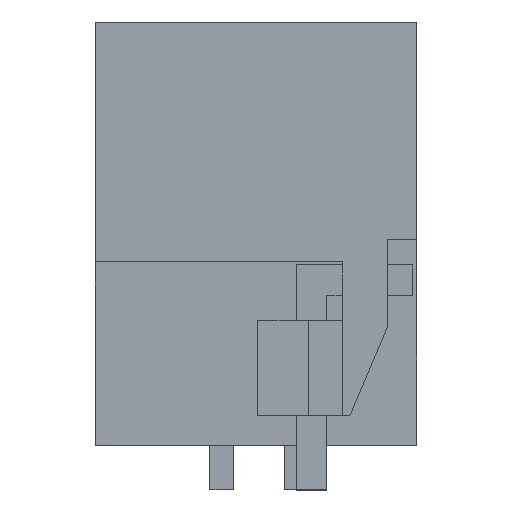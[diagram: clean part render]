
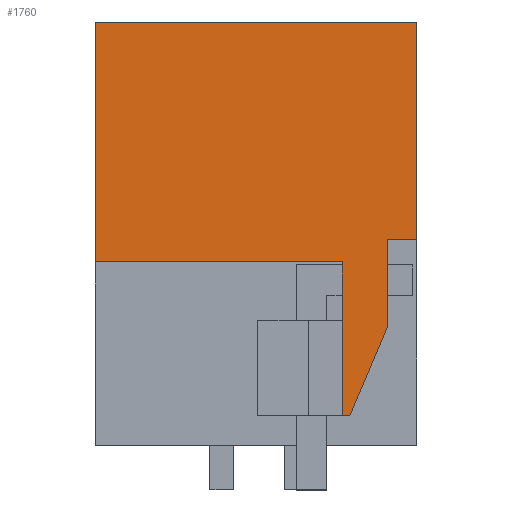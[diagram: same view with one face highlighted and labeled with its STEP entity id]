
A CAD part, left-side view. The second image highlights one B-rep face of the part: STEP entity #1760.
In plain terms, the highlighted planar face has unit normal (-1, 0, 0).
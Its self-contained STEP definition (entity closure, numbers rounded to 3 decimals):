
#1707=AXIS2_PLACEMENT_3D('Plane Axis2P3D',#1704,#1705,#1706) ;
#183=CARTESIAN_POINT('Vertex',(0.,10.8,15.7)) ;
#186=CARTESIAN_POINT('Line Origine',(0.,5.4,15.7)) ;
#190=CARTESIAN_POINT('Vertex',(0.,0.,15.7)) ;
#701=CARTESIAN_POINT('Line Origine',(0.,0.,12.05)) ;
#705=CARTESIAN_POINT('Vertex',(0.,0.,8.4)) ;
#1071=CARTESIAN_POINT('Vertex',(0.,10.8,7.65)) ;
#1074=CARTESIAN_POINT('Line Origine',(0.,10.8,11.675)) ;
#1704=CARTESIAN_POINT('Axis2P3D Location',(0.,10.8,-2.)) ;
#1709=CARTESIAN_POINT('Line Origine',(0.,6.65,7.65)) ;
#1713=CARTESIAN_POINT('Vertex',(0.,2.5,7.65)) ;
#1716=CARTESIAN_POINT('Line Origine',(0.,2.5,5.075)) ;
#1720=CARTESIAN_POINT('Vertex',(0.,2.5,2.5)) ;
#1723=CARTESIAN_POINT('Line Origine',(0.,2.375,2.5)) ;
#1727=CARTESIAN_POINT('Vertex',(0.,2.25,2.5)) ;
#1730=CARTESIAN_POINT('Line Origine',(0.,1.623,3.979)) ;
#1734=CARTESIAN_POINT('Vertex',(0.,0.997,5.458)) ;
#1737=CARTESIAN_POINT('Line Origine',(0.,0.997,6.929)) ;
#1741=CARTESIAN_POINT('Vertex',(0.,0.997,8.4)) ;
#1744=CARTESIAN_POINT('Line Origine',(0.,0.498,8.4)) ;
#187=DIRECTION('Vector Direction',(0.,-1.,0.)) ;
#702=DIRECTION('Vector Direction',(0.,0.,1.)) ;
#1075=DIRECTION('Vector Direction',(0.,0.,1.)) ;
#1705=DIRECTION('Axis2P3D Direction',(-1.,0.,0.)) ;
#1706=DIRECTION('Axis2P3D XDirection',(0.,-1.,0.)) ;
#1710=DIRECTION('Vector Direction',(0.,1.,0.)) ;
#1717=DIRECTION('Vector Direction',(0.,0.,1.)) ;
#1724=DIRECTION('Vector Direction',(0.,-1.,0.)) ;
#1731=DIRECTION('Vector Direction',(0.,0.39,-0.921)) ;
#1738=DIRECTION('Vector Direction',(0.,0.,1.)) ;
#1745=DIRECTION('Vector Direction',(0.,-1.,0.)) ;
#188=VECTOR('Line Direction',#187,1.) ;
#703=VECTOR('Line Direction',#702,1.) ;
#1076=VECTOR('Line Direction',#1075,1.) ;
#1711=VECTOR('Line Direction',#1710,1.) ;
#1718=VECTOR('Line Direction',#1717,1.) ;
#1725=VECTOR('Line Direction',#1724,1.) ;
#1732=VECTOR('Line Direction',#1731,1.) ;
#1739=VECTOR('Line Direction',#1738,1.) ;
#1746=VECTOR('Line Direction',#1745,1.) ;
#1750=ORIENTED_EDGE('',*,*,#707,.T.) ;
#1751=ORIENTED_EDGE('',*,*,#192,.T.) ;
#1752=ORIENTED_EDGE('',*,*,#1078,.T.) ;
#1753=ORIENTED_EDGE('',*,*,#1715,.F.) ;
#1754=ORIENTED_EDGE('',*,*,#1722,.F.) ;
#1755=ORIENTED_EDGE('',*,*,#1729,.F.) ;
#1756=ORIENTED_EDGE('',*,*,#1736,.F.) ;
#1757=ORIENTED_EDGE('',*,*,#1743,.F.) ;
#1758=ORIENTED_EDGE('',*,*,#1748,.F.) ;
#1760=ADVANCED_FACE('HOUSING',(#1759),#1708,.T.) ;
#192=EDGE_CURVE('',#191,#184,#189,.F.) ;
#707=EDGE_CURVE('',#706,#191,#704,.T.) ;
#1078=EDGE_CURVE('',#184,#1072,#1077,.F.) ;
#1715=EDGE_CURVE('',#1714,#1072,#1712,.T.) ;
#1722=EDGE_CURVE('',#1721,#1714,#1719,.T.) ;
#1729=EDGE_CURVE('',#1728,#1721,#1726,.F.) ;
#1736=EDGE_CURVE('',#1735,#1728,#1733,.T.) ;
#1743=EDGE_CURVE('',#1742,#1735,#1740,.F.) ;
#1748=EDGE_CURVE('',#706,#1742,#1747,.F.) ;
#1749=EDGE_LOOP('',(#1750,#1751,#1752,#1753,#1754,#1755,#1756,#1757,#1758)) ;
#1759=FACE_OUTER_BOUND('',#1749,.T.) ;
#189=LINE('Line',#186,#188) ;
#704=LINE('Line',#701,#703) ;
#1077=LINE('Line',#1074,#1076) ;
#1712=LINE('Line',#1709,#1711) ;
#1719=LINE('Line',#1716,#1718) ;
#1726=LINE('Line',#1723,#1725) ;
#1733=LINE('Line',#1730,#1732) ;
#1740=LINE('Line',#1737,#1739) ;
#1747=LINE('Line',#1744,#1746) ;
#1708=PLANE('',#1707) ;
#184=VERTEX_POINT('',#183) ;
#191=VERTEX_POINT('',#190) ;
#706=VERTEX_POINT('',#705) ;
#1072=VERTEX_POINT('',#1071) ;
#1714=VERTEX_POINT('',#1713) ;
#1721=VERTEX_POINT('',#1720) ;
#1728=VERTEX_POINT('',#1727) ;
#1735=VERTEX_POINT('',#1734) ;
#1742=VERTEX_POINT('',#1741) ;
